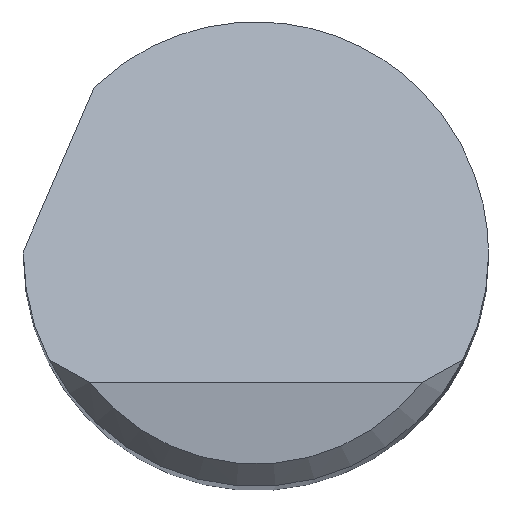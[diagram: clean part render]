
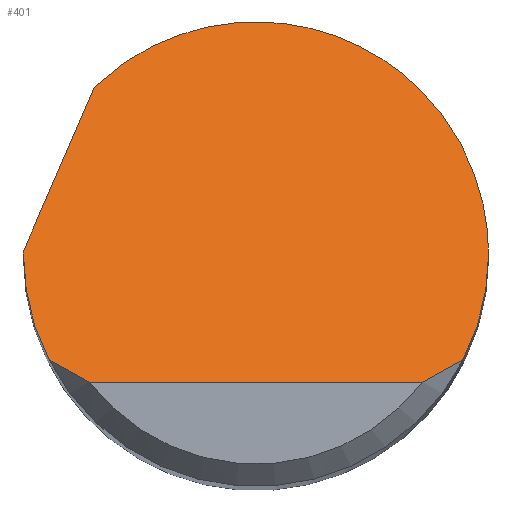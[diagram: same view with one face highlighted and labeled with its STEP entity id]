
A CAD part, top view. The second image highlights one B-rep face of the part: STEP entity #401.
In plain terms, the highlighted planar face has unit normal (0, 0.707, 0.707).
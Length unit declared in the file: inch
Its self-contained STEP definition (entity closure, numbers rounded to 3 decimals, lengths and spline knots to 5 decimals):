
#2 = CARTESIAN_POINT ( 'NONE',  ( 0.13906, -0.07125, 1.985 ) ) ;
#14 = ORIENTED_EDGE ( 'NONE', *, *, #617, .F. ) ;
#28 =( BOUNDED_CURVE ( )  B_SPLINE_CURVE ( 3, ( #790, #272, #724, #417 ),
 .UNSPECIFIED., .F., .T. ) 
 B_SPLINE_CURVE_WITH_KNOTS ( ( 4, 4 ),
 ( 4.71239, 4.72519 ),
 .UNSPECIFIED. ) 
 CURVE ( )  GEOMETRIC_REPRESENTATION_ITEM ( )  RATIONAL_B_SPLINE_CURVE ( ( 1., 1., 1., 1. ) ) 
 REPRESENTATION_ITEM ( '' )  );
#61 = LINE ( 'NONE', #456, #781 ) ;
#70 = ORIENTED_EDGE ( 'NONE', *, *, #535, .F. ) ;
#80 = CARTESIAN_POINT ( 'NONE',  ( 0.13035, -0.07657, 1.99032 ) ) ;
#94 = ORIENTED_EDGE ( 'NONE', *, *, #455, .T. ) ;
#113 =( BOUNDED_CURVE ( )  B_SPLINE_CURVE ( 3, ( #431, #634, #184, #440 ),
 .UNSPECIFIED., .F., .T. ) 
 B_SPLINE_CURVE_WITH_KNOTS ( ( 4, 4 ),
 ( 1.5708, 2.04429 ),
 .UNSPECIFIED. ) 
 CURVE ( )  GEOMETRIC_REPRESENTATION_ITEM ( )  RATIONAL_B_SPLINE_CURVE ( ( 1., 0.981, 0.981, 1. ) ) 
 REPRESENTATION_ITEM ( '' )  );
#124 = EDGE_CURVE ( 'NONE', #261, #380, #344, .T. ) ;
#129 = AXIS2_PLACEMENT_3D ( 'NONE', #267, #326, #582 ) ;
#144 = CARTESIAN_POINT ( 'NONE',  ( -0.11186, -0.08625, 2. ) ) ;
#149 = CARTESIAN_POINT ( 'NONE',  ( -0.13906, -0.07125, 1.985 ) ) ;
#151 = CARTESIAN_POINT ( 'NONE',  ( -0.15625, 0., 1.91375 ) ) ;
#156 = VERTEX_POINT ( 'NONE', #825 ) ;
#166 = CARTESIAN_POINT ( 'NONE',  ( -0.15625, -0.02489, 1.93864 ) ) ;
#172 = CARTESIAN_POINT ( 'NONE',  ( -0.13906, -0.07125, 1.985 ) ) ;
#175 = CARTESIAN_POINT ( 'NONE',  ( 0.15625, 0.1616, 1.75215 ) ) ;
#184 = CARTESIAN_POINT ( 'NONE',  ( 0.15041, -0.04909, 1.96284 ) ) ;
#187 = EDGE_CURVE ( 'NONE', #156, #467, #268, .T. ) ;
#253 = CARTESIAN_POINT ( 'NONE',  ( -0.11186, -0.08625, 2. ) ) ;
#261 = VERTEX_POINT ( 'NONE', #281 ) ;
#266 = EDGE_LOOP ( 'NONE', ( #94, #408, #14, #493, #628, #818, #70, #672 ) ) ;
#267 = CARTESIAN_POINT ( 'NONE',  ( -0.15625, -0.08625, 2. ) ) ;
#268 = B_SPLINE_CURVE_WITH_KNOTS ( 'NONE', 3,
 ( #522, #391, #80, #652 ),
 .UNSPECIFIED., .F., .F.,
 ( 4, 4 ),
 ( 0., 0.00088 ),
 .UNSPECIFIED. ) ;
#272 = CARTESIAN_POINT ( 'NONE',  ( -0.15625, 0.00067, 1.91308 ) ) ;
#280 = CARTESIAN_POINT ( 'NONE',  ( -0.13906, -0.07125, 1.985 ) ) ;
#281 = CARTESIAN_POINT ( 'NONE',  ( -0.15624, 0.002, 1.91175 ) ) ;
#299 = VERTEX_POINT ( 'NONE', #172 ) ;
#323 = CARTESIAN_POINT ( 'NONE',  ( -0.12131, -0.0816, 1.99535 ) ) ;
#326 = DIRECTION ( 'NONE',  ( 0., -0.707, -0.707 ) ) ;
#332 = PLANE ( 'NONE',  #129 ) ;
#344 = LINE ( 'NONE', #597, #739 ) ;
#370 = CARTESIAN_POINT ( 'NONE',  ( 0.15625, 0., 1.91375 ) ) ;
#380 = VERTEX_POINT ( 'NONE', #453 ) ;
#391 = CARTESIAN_POINT ( 'NONE',  ( 0.12131, -0.0816, 1.99535 ) ) ;
#401 = ADVANCED_FACE ( 'NONE', ( #705 ), #332, .F. ) ;
#408 = ORIENTED_EDGE ( 'NONE', *, *, #187, .T. ) ;
#417 = CARTESIAN_POINT ( 'NONE',  ( -0.15624, 0.002, 1.91175 ) ) ;
#420 = CARTESIAN_POINT ( 'NONE',  ( 0.15625, 0., 1.91375 ) ) ;
#421 = VERTEX_POINT ( 'NONE', #517 ) ;
#431 = CARTESIAN_POINT ( 'NONE',  ( 0.15625, 0., 1.91375 ) ) ;
#440 = CARTESIAN_POINT ( 'NONE',  ( 0.13906, -0.07125, 1.985 ) ) ;
#448 = CARTESIAN_POINT ( 'NONE',  ( -0.10866, 0.11228, 1.80147 ) ) ;
#453 = CARTESIAN_POINT ( 'NONE',  ( -0.10866, 0.11228, 1.80147 ) ) ;
#455 = EDGE_CURVE ( 'NONE', #470, #156, #61, .T. ) ;
#456 = CARTESIAN_POINT ( 'NONE',  ( 0., -0.08625, 2. ) ) ;
#467 = VERTEX_POINT ( 'NONE', #2 ) ;
#470 = VERTEX_POINT ( 'NONE', #253 ) ;
#493 = ORIENTED_EDGE ( 'NONE', *, *, #622, .F. ) ;
#495 = EDGE_CURVE ( 'NONE', #421, #261, #28, .T. ) ;
#506 = DIRECTION ( 'NONE',  ( 1., 0., 0. ) ) ;
#517 = CARTESIAN_POINT ( 'NONE',  ( -0.15625, 0., 1.91375 ) ) ;
#522 = CARTESIAN_POINT ( 'NONE',  ( 0.11186, -0.08625, 2. ) ) ;
#535 = EDGE_CURVE ( 'NONE', #299, #421, #584, .T. ) ;
#542 =( BOUNDED_CURVE ( )  B_SPLINE_CURVE ( 3, ( #448, #708, #175, #370 ),
 .UNSPECIFIED., .F., .T. ) 
 B_SPLINE_CURVE_WITH_KNOTS ( ( 4, 4 ),
 ( 5.51413, 7.85398 ),
 .UNSPECIFIED. ) 
 CURVE ( )  GEOMETRIC_REPRESENTATION_ITEM ( )  RATIONAL_B_SPLINE_CURVE ( ( 1., 0.593, 0.593, 1. ) ) 
 REPRESENTATION_ITEM ( '' )  );
#572 = VERTEX_POINT ( 'NONE', #420 ) ;
#582 = DIRECTION ( 'NONE',  ( 0., 0.707, -0.707 ) ) ;
#584 =( BOUNDED_CURVE ( )  B_SPLINE_CURVE ( 3, ( #280, #602, #166, #151 ),
 .UNSPECIFIED., .F., .T. ) 
 B_SPLINE_CURVE_WITH_KNOTS ( ( 4, 4 ),
 ( 4.23889, 4.71239 ),
 .UNSPECIFIED. ) 
 CURVE ( )  GEOMETRIC_REPRESENTATION_ITEM ( )  RATIONAL_B_SPLINE_CURVE ( ( 1., 0.981, 0.981, 1. ) ) 
 REPRESENTATION_ITEM ( '' )  );
#597 = CARTESIAN_POINT ( 'NONE',  ( -0.19107, -0.07874, 1.99249 ) ) ;
#602 = CARTESIAN_POINT ( 'NONE',  ( -0.15041, -0.04909, 1.96284 ) ) ;
#617 = EDGE_CURVE ( 'NONE', #572, #467, #113, .T. ) ;
#622 = EDGE_CURVE ( 'NONE', #380, #572, #542, .T. ) ;
#628 = ORIENTED_EDGE ( 'NONE', *, *, #124, .F. ) ;
#634 = CARTESIAN_POINT ( 'NONE',  ( 0.15625, -0.02489, 1.93864 ) ) ;
#652 = CARTESIAN_POINT ( 'NONE',  ( 0.13906, -0.07125, 1.985 ) ) ;
#672 = ORIENTED_EDGE ( 'NONE', *, *, #819, .T. ) ;
#676 = B_SPLINE_CURVE_WITH_KNOTS ( 'NONE', 3,
 ( #149, #779, #323, #144 ),
 .UNSPECIFIED., .F., .F.,
 ( 4, 4 ),
 ( 0., 0.00088 ),
 .UNSPECIFIED. ) ;
#705 = FACE_OUTER_BOUND ( 'NONE', #266, .T. ) ;
#708 = CARTESIAN_POINT ( 'NONE',  ( 0.00746, 0.22466, 1.68909 ) ) ;
#724 = CARTESIAN_POINT ( 'NONE',  ( -0.15625, 0.00133, 1.91242 ) ) ;
#739 = VECTOR ( 'NONE', #804, 39.37008 ) ;
#779 = CARTESIAN_POINT ( 'NONE',  ( -0.13035, -0.07657, 1.99032 ) ) ;
#781 = VECTOR ( 'NONE', #506, 39.37008 ) ;
#790 = CARTESIAN_POINT ( 'NONE',  ( -0.15625, 0., 1.91375 ) ) ;
#804 = DIRECTION ( 'NONE',  ( 0.292, 0.676, -0.676 ) ) ;
#818 = ORIENTED_EDGE ( 'NONE', *, *, #495, .F. ) ;
#819 = EDGE_CURVE ( 'NONE', #299, #470, #676, .T. ) ;
#825 = CARTESIAN_POINT ( 'NONE',  ( 0.11186, -0.08625, 2. ) ) ;
